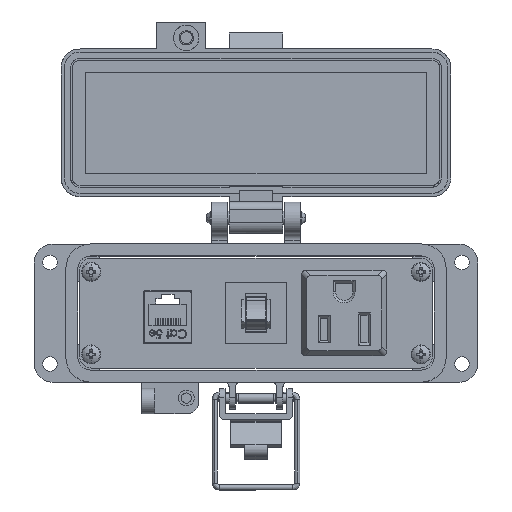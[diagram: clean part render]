
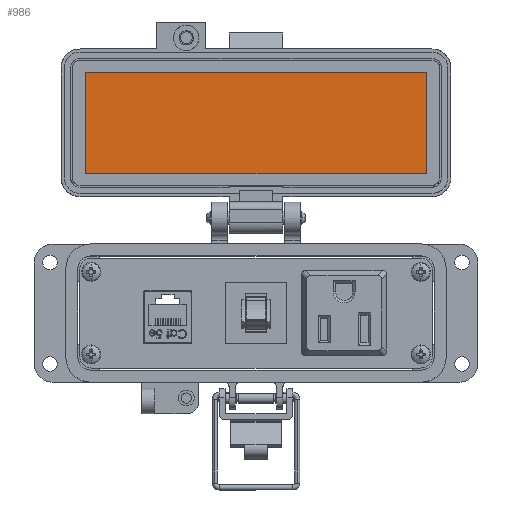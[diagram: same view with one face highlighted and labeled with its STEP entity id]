
A CAD part, top view. The second image highlights one B-rep face of the part: STEP entity #986.
In plain terms, the highlighted planar face has unit normal (0, 0, 1).
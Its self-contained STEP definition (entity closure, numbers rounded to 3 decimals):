
#986 = ADVANCED_FACE ( 'NONE', ( #2202 ), #50960, .T. ) ;
#1165 = DIRECTION ( 'NONE',  ( 0., -1., 0. ) ) ;
#2202 = FACE_OUTER_BOUND ( 'NONE', #24180, .T. ) ;
#3264 = CARTESIAN_POINT ( 'NONE',  ( -8.5, 67.154, -25.55 ) ) ;
#4616 = CARTESIAN_POINT ( 'NONE',  ( -53.75, 83.154, -25.55 ) ) ;
#6633 = CARTESIAN_POINT ( 'NONE',  ( -53.75, 67.154, -25.55 ) ) ;
#8188 = VECTOR ( 'NONE', #1165, 1000. ) ;
#8532 = EDGE_CURVE ( 'NONE', #32262, #23248, #22003, .T. ) ;
#9269 = CARTESIAN_POINT ( 'NONE',  ( -8.5, 83.154, -25.55 ) ) ;
#16299 = ORIENTED_EDGE ( 'NONE', *, *, #8532, .F. ) ;
#18056 = VERTEX_POINT ( 'NONE', #34518 ) ;
#20160 = LINE ( 'NONE', #45971, #8188 ) ;
#22003 = LINE ( 'NONE', #49434, #23369 ) ;
#22099 = VERTEX_POINT ( 'NONE', #4616 ) ;
#23248 = VERTEX_POINT ( 'NONE', #28106 ) ;
#23369 = VECTOR ( 'NONE', #53779, 1000. ) ;
#24180 = EDGE_LOOP ( 'NONE', ( #53213, #39324, #16299, #46439 ) ) ;
#24352 = VECTOR ( 'NONE', #56190, 1000. ) ;
#25770 = LINE ( 'NONE', #6633, #24352 ) ;
#28106 = CARTESIAN_POINT ( 'NONE',  ( -53.75, 51.154, -25.55 ) ) ;
#28651 = LINE ( 'NONE', #9269, #51141 ) ;
#31699 = DIRECTION ( 'NONE',  ( 1., 0., 0. ) ) ;
#32262 = VERTEX_POINT ( 'NONE', #43967 ) ;
#32682 = AXIS2_PLACEMENT_3D ( 'NONE', #3264, #38622, #43167 ) ;
#34518 = CARTESIAN_POINT ( 'NONE',  ( 53.75, 83.154, -25.55 ) ) ;
#37624 = EDGE_CURVE ( 'NONE', #18056, #32262, #20160, .T. ) ;
#38622 = DIRECTION ( 'NONE',  ( 0., 0., 1. ) ) ;
#39324 = ORIENTED_EDGE ( 'NONE', *, *, #43867, .F. ) ;
#43167 = DIRECTION ( 'NONE',  ( 0., -1., 0. ) ) ;
#43867 = EDGE_CURVE ( 'NONE', #23248, #22099, #25770, .T. ) ;
#43967 = CARTESIAN_POINT ( 'NONE',  ( 53.75, 51.154, -25.55 ) ) ;
#45971 = CARTESIAN_POINT ( 'NONE',  ( 53.75, 67.154, -25.55 ) ) ;
#46439 = ORIENTED_EDGE ( 'NONE', *, *, #37624, .F. ) ;
#49434 = CARTESIAN_POINT ( 'NONE',  ( 42., 51.154, -25.55 ) ) ;
#50960 = PLANE ( 'NONE',  #32682 ) ;
#51141 = VECTOR ( 'NONE', #31699, 1000. ) ;
#53166 = EDGE_CURVE ( 'NONE', #22099, #18056, #28651, .T. ) ;
#53213 = ORIENTED_EDGE ( 'NONE', *, *, #53166, .F. ) ;
#53779 = DIRECTION ( 'NONE',  ( -1., 0., 0. ) ) ;
#56190 = DIRECTION ( 'NONE',  ( 0., 1., 0. ) ) ;
